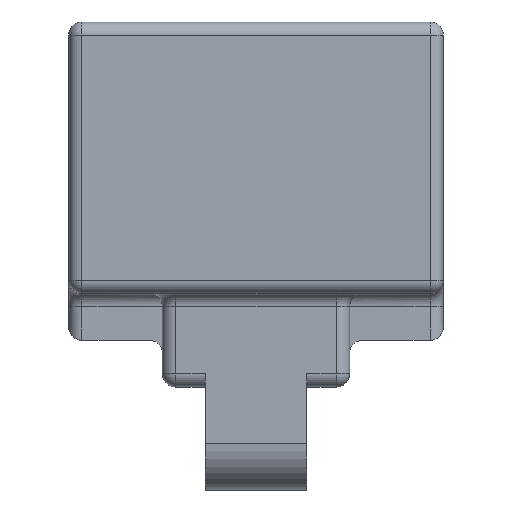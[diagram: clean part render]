
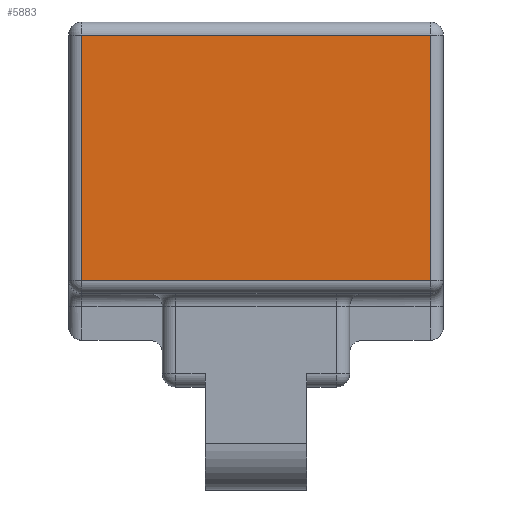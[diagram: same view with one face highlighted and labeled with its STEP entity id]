
A CAD part, left-side view. The second image highlights one B-rep face of the part: STEP entity #5883.
In plain terms, the highlighted planar face has unit normal (-1, 0, 0).
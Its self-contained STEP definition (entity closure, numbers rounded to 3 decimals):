
#3100 = CYLINDRICAL_SURFACE('',#3101,1.4);
#3101 = AXIS2_PLACEMENT_3D('',#3102,#3103,#3104);
#3102 = CARTESIAN_POINT('',(-37.6,0.,16.4));
#3103 = DIRECTION('',(0.,1.,0.));
#3104 = DIRECTION('',(0.,0.,-1.));
#3672 = CYLINDRICAL_SURFACE('',#3673,1.4);
#3673 = AXIS2_PLACEMENT_3D('',#3674,#3675,#3676);
#3674 = CARTESIAN_POINT('',(-37.6,1.4,15.));
#3675 = DIRECTION('',(0.,0.,1.));
#3676 = DIRECTION('',(0.,-1.,0.));
#4450 = CYLINDRICAL_SURFACE('',#4451,1.4);
#4451 = AXIS2_PLACEMENT_3D('',#4452,#4453,#4454);
#4452 = CARTESIAN_POINT('',(-37.6,38.6,15.));
#4453 = DIRECTION('',(0.,0.,1.));
#4454 = DIRECTION('',(0.,1.,0.));
#5149 = VERTEX_POINT('',#5150);
#5150 = CARTESIAN_POINT('',(-39.,1.4,16.4));
#5170 = EDGE_CURVE('',#5149,#5171,#5173,.T.);
#5171 = VERTEX_POINT('',#5172);
#5172 = CARTESIAN_POINT('',(-39.,38.6,16.4));
#5173 = SURFACE_CURVE('',#5174,(#5178,#5185),.PCURVE_S1.);
#5174 = LINE('',#5175,#5176);
#5175 = CARTESIAN_POINT('',(-39.,0.,16.4));
#5176 = VECTOR('',#5177,1.);
#5177 = DIRECTION('',(0.,1.,0.));
#5178 = PCURVE('',#3100,#5179);
#5179 = DEFINITIONAL_REPRESENTATION('',(#5180),#5184);
#5180 = LINE('',#5181,#5182);
#5181 = CARTESIAN_POINT('',(1.571,0.));
#5182 = VECTOR('',#5183,1.);
#5183 = DIRECTION('',(0.,1.));
#5184 = ( GEOMETRIC_REPRESENTATION_CONTEXT(2) 
PARAMETRIC_REPRESENTATION_CONTEXT() REPRESENTATION_CONTEXT('2D SPACE',''
  ) );
#5185 = PCURVE('',#5186,#5191);
#5186 = PLANE('',#5187);
#5187 = AXIS2_PLACEMENT_3D('',#5188,#5189,#5190);
#5188 = CARTESIAN_POINT('',(-39.,20.,29.5));
#5189 = DIRECTION('',(-1.,-0.,-0.));
#5190 = DIRECTION('',(0.,0.,-1.));
#5191 = DEFINITIONAL_REPRESENTATION('',(#5192),#5196);
#5192 = LINE('',#5193,#5194);
#5193 = CARTESIAN_POINT('',(13.1,20.));
#5194 = VECTOR('',#5195,1.);
#5195 = DIRECTION('',(0.,-1.));
#5196 = ( GEOMETRIC_REPRESENTATION_CONTEXT(2) 
PARAMETRIC_REPRESENTATION_CONTEXT() REPRESENTATION_CONTEXT('2D SPACE',''
  ) );
#5544 = EDGE_CURVE('',#5149,#5545,#5547,.T.);
#5545 = VERTEX_POINT('',#5546);
#5546 = CARTESIAN_POINT('',(-39.,1.4,42.6));
#5547 = SURFACE_CURVE('',#5548,(#5552,#5559),.PCURVE_S1.);
#5548 = LINE('',#5549,#5550);
#5549 = CARTESIAN_POINT('',(-39.,1.4,15.));
#5550 = VECTOR('',#5551,1.);
#5551 = DIRECTION('',(0.,0.,1.));
#5552 = PCURVE('',#3672,#5553);
#5553 = DEFINITIONAL_REPRESENTATION('',(#5554),#5558);
#5554 = LINE('',#5555,#5556);
#5555 = CARTESIAN_POINT('',(-1.571,0.));
#5556 = VECTOR('',#5557,1.);
#5557 = DIRECTION('',(-0.,1.));
#5558 = ( GEOMETRIC_REPRESENTATION_CONTEXT(2) 
PARAMETRIC_REPRESENTATION_CONTEXT() REPRESENTATION_CONTEXT('2D SPACE',''
  ) );
#5559 = PCURVE('',#5186,#5560);
#5560 = DEFINITIONAL_REPRESENTATION('',(#5561),#5565);
#5561 = LINE('',#5562,#5563);
#5562 = CARTESIAN_POINT('',(14.5,18.6));
#5563 = VECTOR('',#5564,1.);
#5564 = DIRECTION('',(-1.,0.));
#5565 = ( GEOMETRIC_REPRESENTATION_CONTEXT(2) 
PARAMETRIC_REPRESENTATION_CONTEXT() REPRESENTATION_CONTEXT('2D SPACE',''
  ) );
#5750 = EDGE_CURVE('',#5171,#5751,#5753,.T.);
#5751 = VERTEX_POINT('',#5752);
#5752 = CARTESIAN_POINT('',(-39.,38.6,42.6));
#5753 = SURFACE_CURVE('',#5754,(#5758,#5765),.PCURVE_S1.);
#5754 = LINE('',#5755,#5756);
#5755 = CARTESIAN_POINT('',(-39.,38.6,15.));
#5756 = VECTOR('',#5757,1.);
#5757 = DIRECTION('',(0.,0.,1.));
#5758 = PCURVE('',#4450,#5759);
#5759 = DEFINITIONAL_REPRESENTATION('',(#5760),#5764);
#5760 = LINE('',#5761,#5762);
#5761 = CARTESIAN_POINT('',(1.571,0.));
#5762 = VECTOR('',#5763,1.);
#5763 = DIRECTION('',(0.,1.));
#5764 = ( GEOMETRIC_REPRESENTATION_CONTEXT(2) 
PARAMETRIC_REPRESENTATION_CONTEXT() REPRESENTATION_CONTEXT('2D SPACE',''
  ) );
#5765 = PCURVE('',#5186,#5766);
#5766 = DEFINITIONAL_REPRESENTATION('',(#5767),#5771);
#5767 = LINE('',#5768,#5769);
#5768 = CARTESIAN_POINT('',(14.5,-18.6));
#5769 = VECTOR('',#5770,1.);
#5770 = DIRECTION('',(-1.,0.));
#5771 = ( GEOMETRIC_REPRESENTATION_CONTEXT(2) 
PARAMETRIC_REPRESENTATION_CONTEXT() REPRESENTATION_CONTEXT('2D SPACE',''
  ) );
#5883 = ADVANCED_FACE('',(#5884),#5186,.T.);
#5884 = FACE_BOUND('',#5885,.T.);
#5885 = EDGE_LOOP('',(#5886,#5887,#5888,#5914));
#5886 = ORIENTED_EDGE('',*,*,#5170,.F.);
#5887 = ORIENTED_EDGE('',*,*,#5544,.T.);
#5888 = ORIENTED_EDGE('',*,*,#5889,.T.);
#5889 = EDGE_CURVE('',#5545,#5751,#5890,.T.);
#5890 = SURFACE_CURVE('',#5891,(#5895,#5902),.PCURVE_S1.);
#5891 = LINE('',#5892,#5893);
#5892 = CARTESIAN_POINT('',(-39.,0.,42.6));
#5893 = VECTOR('',#5894,1.);
#5894 = DIRECTION('',(0.,1.,0.));
#5895 = PCURVE('',#5186,#5896);
#5896 = DEFINITIONAL_REPRESENTATION('',(#5897),#5901);
#5897 = LINE('',#5898,#5899);
#5898 = CARTESIAN_POINT('',(-13.1,20.));
#5899 = VECTOR('',#5900,1.);
#5900 = DIRECTION('',(0.,-1.));
#5901 = ( GEOMETRIC_REPRESENTATION_CONTEXT(2) 
PARAMETRIC_REPRESENTATION_CONTEXT() REPRESENTATION_CONTEXT('2D SPACE',''
  ) );
#5902 = PCURVE('',#5903,#5908);
#5903 = CYLINDRICAL_SURFACE('',#5904,1.4);
#5904 = AXIS2_PLACEMENT_3D('',#5905,#5906,#5907);
#5905 = CARTESIAN_POINT('',(-37.6,0.,42.6));
#5906 = DIRECTION('',(0.,1.,0.));
#5907 = DIRECTION('',(-1.,0.,0.));
#5908 = DEFINITIONAL_REPRESENTATION('',(#5909),#5913);
#5909 = LINE('',#5910,#5911);
#5910 = CARTESIAN_POINT('',(0.,0.));
#5911 = VECTOR('',#5912,1.);
#5912 = DIRECTION('',(0.,1.));
#5913 = ( GEOMETRIC_REPRESENTATION_CONTEXT(2) 
PARAMETRIC_REPRESENTATION_CONTEXT() REPRESENTATION_CONTEXT('2D SPACE',''
  ) );
#5914 = ORIENTED_EDGE('',*,*,#5750,.F.);
